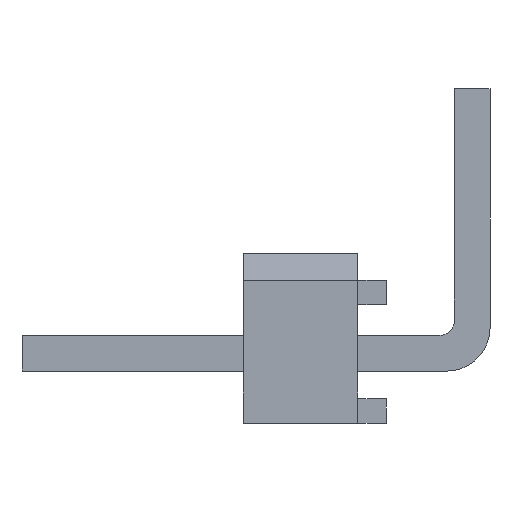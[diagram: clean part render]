
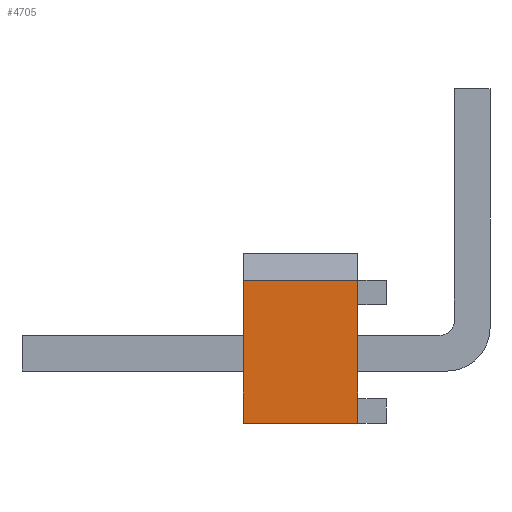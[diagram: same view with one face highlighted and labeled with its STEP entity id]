
A CAD part, left-side view. The second image highlights one B-rep face of the part: STEP entity #4705.
In plain terms, the highlighted planar face has unit normal (-1, 0, 0).
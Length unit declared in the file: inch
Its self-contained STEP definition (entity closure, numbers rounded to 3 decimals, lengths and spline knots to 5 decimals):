
#589=ORIENTED_EDGE('',*,*,#1779,.F.);
#590=ORIENTED_EDGE('',*,*,#1778,.F.);
#591=ORIENTED_EDGE('',*,*,#1780,.F.);
#592=ORIENTED_EDGE('',*,*,#1502,.T.);
#1502=EDGE_CURVE('',#2161,#2160,#2594,.T.);
#1778=EDGE_CURVE('',#2332,#2330,#2870,.T.);
#1779=EDGE_CURVE('',#2330,#2160,#2871,.T.);
#1780=EDGE_CURVE('',#2161,#2332,#2872,.T.);
#2160=VERTEX_POINT('',#6607);
#2161=VERTEX_POINT('',#6609);
#2330=VERTEX_POINT('',#7148);
#2332=VERTEX_POINT('',#7152);
#2594=LINE('',#6608,#3242);
#2870=LINE('',#7153,#3518);
#2871=LINE('',#7155,#3519);
#2872=LINE('',#7156,#3520);
#3242=VECTOR('',#5308,39.37008);
#3518=VECTOR('',#5778,39.37008);
#3519=VECTOR('',#5781,39.37008);
#3520=VECTOR('',#5782,39.37008);
#3891=EDGE_LOOP('',(#589,#590,#591,#592));
#4173=FACE_BOUND('',#3891,.T.);
#4455=PLANE('',#4991);
#4705=ADVANCED_FACE('',(#4173),#4455,.F.);
#4991=AXIS2_PLACEMENT_3D('',#7154,#5779,#5780);
#5308=DIRECTION('',(0.,-1.,0.));
#5778=DIRECTION('',(0.,-1.,0.));
#5779=DIRECTION('',(1.,0.,0.));
#5780=DIRECTION('',(0.,0.,-1.));
#5781=DIRECTION('',(0.,0.,-1.));
#5782=DIRECTION('',(0.,0.,1.));
#6607=CARTESIAN_POINT('',(-0.25,0.02,-0.05));
#6608=CARTESIAN_POINT('',(-0.25,0.1,-0.05));
#6609=CARTESIAN_POINT('',(-0.25,0.1,-0.05));
#7148=CARTESIAN_POINT('',(-0.25,0.02,0.05));
#7152=CARTESIAN_POINT('',(-0.25,0.1,0.05));
#7153=CARTESIAN_POINT('',(-0.25,0.1,0.05));
#7154=CARTESIAN_POINT('',(-0.25,0.1,-0.05));
#7155=CARTESIAN_POINT('',(-0.25,0.02,-0.05));
#7156=CARTESIAN_POINT('',(-0.25,0.1,-0.05));
